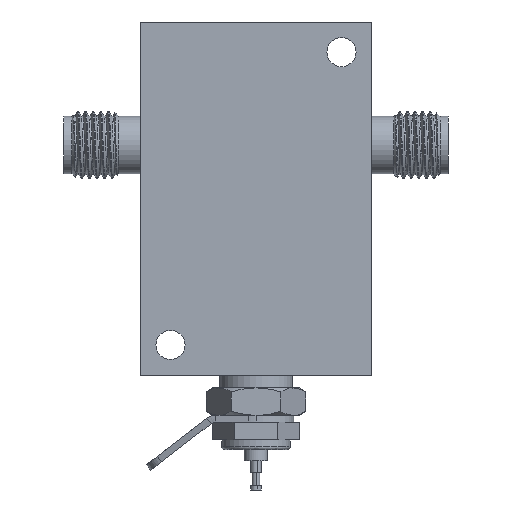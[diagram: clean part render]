
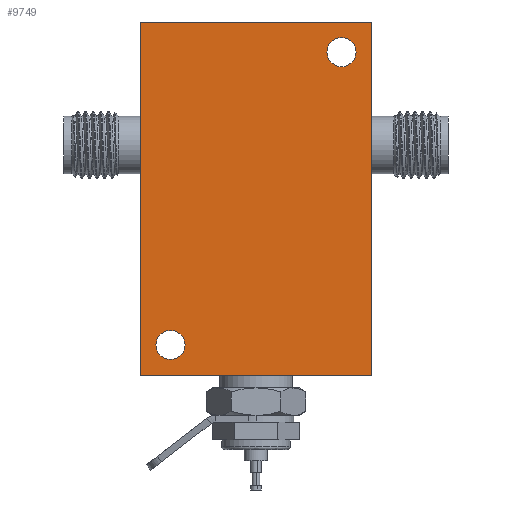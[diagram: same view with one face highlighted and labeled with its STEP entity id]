
A CAD part, front view. The second image highlights one B-rep face of the part: STEP entity #9749.
In plain terms, the highlighted planar face has unit normal (0, -1, 0).
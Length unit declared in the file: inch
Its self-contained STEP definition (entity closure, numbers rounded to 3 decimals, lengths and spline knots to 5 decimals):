
#172 = CARTESIAN_POINT ( 'NONE',  ( 0.3125, 0., 0.48175 ) ) ;
#586 = AXIS2_PLACEMENT_3D ( 'NONE', #9609, #2814, #7215 ) ;
#587 = ORIENTED_EDGE ( 'NONE', *, *, #2160, .F. ) ;
#1136 = CARTESIAN_POINT ( 'NONE',  ( 0.3125, 0., 0.58825 ) ) ;
#1216 = ORIENTED_EDGE ( 'NONE', *, *, #9007, .F. ) ;
#1461 = ORIENTED_EDGE ( 'NONE', *, *, #3180, .F. ) ;
#1598 = VERTEX_POINT ( 'NONE', #5375 ) ;
#1806 = CIRCLE ( 'NONE', #11271, 0.05325 ) ;
#2160 = EDGE_CURVE ( 'NONE', #8978, #2352, #6527, .T. ) ;
#2268 = ORIENTED_EDGE ( 'NONE', *, *, #8941, .F. ) ;
#2352 = VERTEX_POINT ( 'NONE', #6897 ) ;
#2671 = AXIS2_PLACEMENT_3D ( 'NONE', #5185, #7274, #6461 ) ;
#2814 = DIRECTION ( 'NONE',  ( 0., -1., 0. ) ) ;
#2942 = EDGE_CURVE ( 'NONE', #4549, #3788, #9345, .T. ) ;
#3157 = CARTESIAN_POINT ( 'NONE',  ( 0., 0., 0.645 ) ) ;
#3159 = CARTESIAN_POINT ( 'NONE',  ( 0., 0., 0. ) ) ;
#3180 = EDGE_CURVE ( 'NONE', #6817, #11011, #9102, .T. ) ;
#3356 = DIRECTION ( 'NONE',  ( -1., 0., 0. ) ) ;
#3366 = DIRECTION ( 'NONE',  ( 0., -1., 0. ) ) ;
#3372 = DIRECTION ( 'NONE',  ( 1., 0., 0. ) ) ;
#3586 = EDGE_LOOP ( 'NONE', ( #587, #2268 ) ) ;
#3788 = VERTEX_POINT ( 'NONE', #10450 ) ;
#4395 = LINE ( 'NONE', #8793, #5071 ) ;
#4469 = DIRECTION ( 'NONE',  ( 0., 0., 1. ) ) ;
#4549 = VERTEX_POINT ( 'NONE', #12508 ) ;
#4948 = ORIENTED_EDGE ( 'NONE', *, *, #6913, .F. ) ;
#5005 = CARTESIAN_POINT ( 'NONE',  ( 0.4225, 0., 0. ) ) ;
#5071 = VECTOR ( 'NONE', #4469, 39.37008 ) ;
#5185 = CARTESIAN_POINT ( 'NONE',  ( 0.3125, 0., 0.535 ) ) ;
#5204 = CIRCLE ( 'NONE', #586, 0.05325 ) ;
#5245 = ORIENTED_EDGE ( 'NONE', *, *, #7498, .F. ) ;
#5375 = CARTESIAN_POINT ( 'NONE',  ( -0.4225, 0., -0.645 ) ) ;
#5501 = LINE ( 'NONE', #14184, #10427 ) ;
#6402 = DIRECTION ( 'NONE',  ( 0., 0., 1. ) ) ;
#6461 = DIRECTION ( 'NONE',  ( 0., 0., 1. ) ) ;
#6527 = CIRCLE ( 'NONE', #10508, 0.05325 ) ;
#6553 = VECTOR ( 'NONE', #12967, 39.37008 ) ;
#6817 = VERTEX_POINT ( 'NONE', #1136 ) ;
#6887 = DIRECTION ( 'NONE',  ( 0., -1., 0. ) ) ;
#6897 = CARTESIAN_POINT ( 'NONE',  ( -0.3125, 0., -0.58825 ) ) ;
#6913 = EDGE_CURVE ( 'NONE', #1598, #9796, #4395, .T. ) ;
#7215 = DIRECTION ( 'NONE',  ( 0., 0., 1. ) ) ;
#7274 = DIRECTION ( 'NONE',  ( 0., -1., 0. ) ) ;
#7358 = PLANE ( 'NONE',  #10769 ) ;
#7498 = EDGE_CURVE ( 'NONE', #3788, #1598, #5501, .T. ) ;
#7524 = EDGE_LOOP ( 'NONE', ( #1461, #12323 ) ) ;
#7573 = EDGE_CURVE ( 'NONE', #11011, #6817, #1806, .T. ) ;
#7766 = CARTESIAN_POINT ( 'NONE',  ( -0.3125, 0., -0.48175 ) ) ;
#7831 = CARTESIAN_POINT ( 'NONE',  ( -0.3125, 0., -0.535 ) ) ;
#8370 = FACE_BOUND ( 'NONE', #3586, .T. ) ;
#8793 = CARTESIAN_POINT ( 'NONE',  ( -0.4225, 0., 0. ) ) ;
#8941 = EDGE_CURVE ( 'NONE', #2352, #8978, #5204, .T. ) ;
#8978 = VERTEX_POINT ( 'NONE', #7766 ) ;
#9007 = EDGE_CURVE ( 'NONE', #9796, #4549, #11110, .T. ) ;
#9102 = CIRCLE ( 'NONE', #2671, 0.05325 ) ;
#9131 = CARTESIAN_POINT ( 'NONE',  ( 0.3125, 0., 0.535 ) ) ;
#9345 = LINE ( 'NONE', #5005, #6553 ) ;
#9609 = CARTESIAN_POINT ( 'NONE',  ( -0.3125, 0., -0.535 ) ) ;
#9749 = ADVANCED_FACE ( 'NONE', ( #11714, #13879, #8370 ), #7358, .F. ) ;
#9796 = VERTEX_POINT ( 'NONE', #9807 ) ;
#9807 = CARTESIAN_POINT ( 'NONE',  ( -0.4225, 0., 0.645 ) ) ;
#10231 = DIRECTION ( 'NONE',  ( 0., 0., 1. ) ) ;
#10427 = VECTOR ( 'NONE', #3356, 39.37008 ) ;
#10450 = CARTESIAN_POINT ( 'NONE',  ( 0.4225, 0., -0.645 ) ) ;
#10508 = AXIS2_PLACEMENT_3D ( 'NONE', #7831, #3366, #11976 ) ;
#10769 = AXIS2_PLACEMENT_3D ( 'NONE', #3159, #11787, #6402 ) ;
#11011 = VERTEX_POINT ( 'NONE', #172 ) ;
#11110 = LINE ( 'NONE', #3157, #12128 ) ;
#11167 = ORIENTED_EDGE ( 'NONE', *, *, #2942, .F. ) ;
#11170 = EDGE_LOOP ( 'NONE', ( #5245, #11167, #1216, #4948 ) ) ;
#11271 = AXIS2_PLACEMENT_3D ( 'NONE', #9131, #6887, #10231 ) ;
#11714 = FACE_OUTER_BOUND ( 'NONE', #11170, .T. ) ;
#11787 = DIRECTION ( 'NONE',  ( 0., 1., 0. ) ) ;
#11976 = DIRECTION ( 'NONE',  ( 0., 0., 1. ) ) ;
#12128 = VECTOR ( 'NONE', #3372, 39.37008 ) ;
#12323 = ORIENTED_EDGE ( 'NONE', *, *, #7573, .F. ) ;
#12508 = CARTESIAN_POINT ( 'NONE',  ( 0.4225, 0., 0.645 ) ) ;
#12967 = DIRECTION ( 'NONE',  ( 0., 0., -1. ) ) ;
#13879 = FACE_BOUND ( 'NONE', #7524, .T. ) ;
#14184 = CARTESIAN_POINT ( 'NONE',  ( 0., 0., -0.645 ) ) ;
